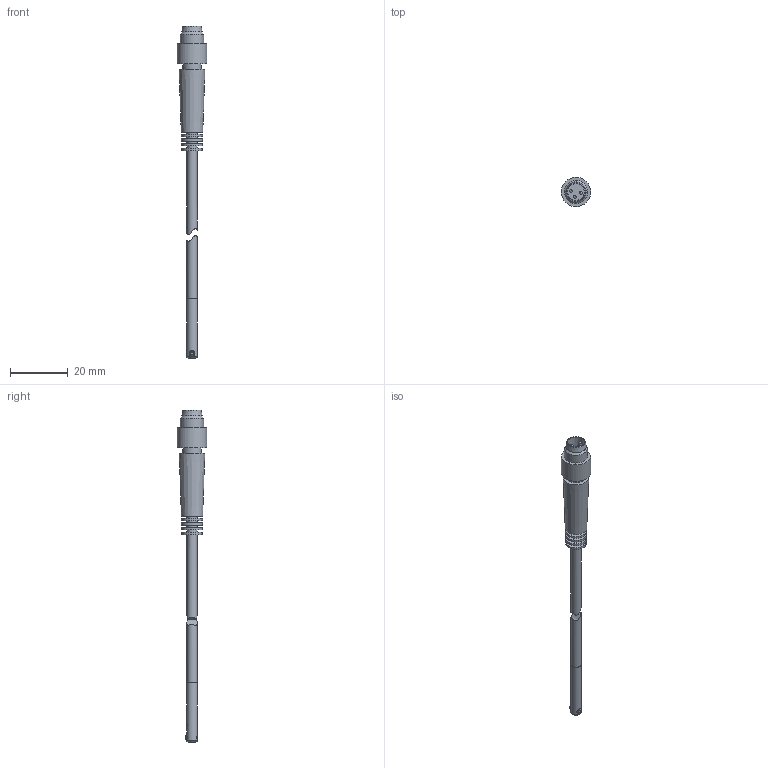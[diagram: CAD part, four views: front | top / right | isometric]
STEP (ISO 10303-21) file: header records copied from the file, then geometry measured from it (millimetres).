
FILE_DESCRIPTION(/* description */ (''),/* implementation_level */ '2;1');
FILE_NAME(/* name */ 'MZR4C264.stp',/* time_stamp */ '2014-11-10T10:31:38+01:00',/* author */ ('wattenberg'),/* organization */ (''),/* preprocessor_version */ 'ST-DEVELOPER v15.2',/* originating_system */ 'Autodesk Inventor 2014',/* authorisation */ '');
FILE_SCHEMA (('AUTOMOTIVE_DESIGN { 1 0 10303 214 3 1 1 }'));
Length unit declared in the file: millimetre
Products named in the file (3): MZR42178_1; MZR42178_2; MZR4C264
Bounding box: 10.08 x 10.08 x 114.63 mm (x, y, z)
Volume: 2740.1 mm3; surface area: 2448.3 mm2
Topology: 2 solids, 2 shells, 62 faces, 121 edges, 83 vertices
Faces by surface type: plane 27, cylinder 19, cone 10, sphere 3, bspline 2, torus 1
Full cylindrical faces by diameter (mm): 1 x3, 1.8 x1, 2 x2, 3.5 x6, 3.6 x1, 5.8 x1, 6.4 x2, 8 x1, 10.1 x1
Entity records: 1648 total; most frequent: CARTESIAN_POINT 510, DIRECTION 236, ORIENTED_EDGE 154, EDGE_LOOP 114, AXIS2_PLACEMENT_3D 112, EDGE_CURVE 77, VERTEX_POINT 71, FACE_OUTER_BOUND 62
